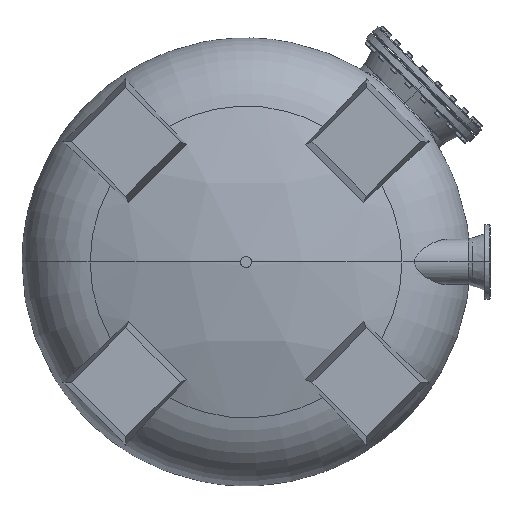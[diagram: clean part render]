
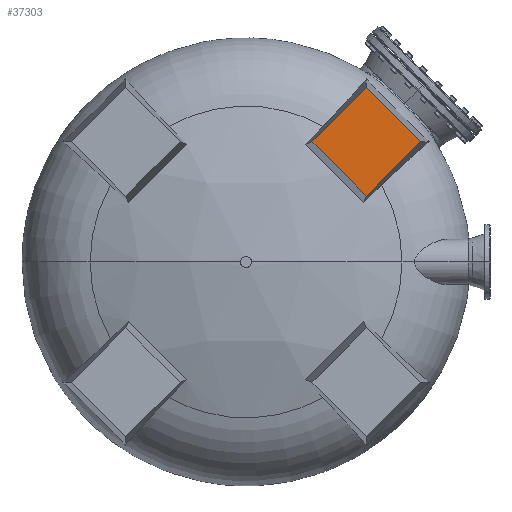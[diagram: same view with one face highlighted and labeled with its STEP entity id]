
A CAD part, front view. The second image highlights one B-rep face of the part: STEP entity #37303.
In plain terms, the highlighted planar face has unit normal (0, -1, 0).
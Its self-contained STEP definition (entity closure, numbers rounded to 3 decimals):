
#678 = B_SPLINE_CURVE_WITH_KNOTS ( 'NONE', 3,
 ( #58651, #26684, #36023, #18766 ),
 .UNSPECIFIED., .F., .F.,
 ( 4, 4 ),
 ( 0., 1. ),
 .UNSPECIFIED. ) ;
#2430 = CARTESIAN_POINT ( 'NONE',  ( 709.25, -1471.246, 489.365 ) ) ;
#4237 = ORIENTED_EDGE ( 'NONE', *, *, #55836, .F. ) ;
#7422 = B_SPLINE_CURVE_WITH_KNOTS ( 'NONE', 3,
 ( #37410, #56093, #27504, #50377 ),
 .UNSPECIFIED., .F., .F.,
 ( 4, 4 ),
 ( 0., 1. ),
 .UNSPECIFIED. ) ;
#11175 = EDGE_CURVE ( 'NONE', #58219, #57682, #39527, .T. ) ;
#15470 = EDGE_CURVE ( 'NONE', #57682, #27119, #7422, .T. ) ;
#16102 = CARTESIAN_POINT ( 'NONE',  ( -86.245, -1471.246, -58.643 ) ) ;
#16159 = EDGE_LOOP ( 'NONE', ( #49968, #44805, #4237, #41873 ) ) ;
#16392 = DIRECTION ( 'NONE',  ( 0., -1., 0. ) ) ;
#17002 = CARTESIAN_POINT ( 'NONE',  ( 461.763, -1471.246, 241.877 ) ) ;
#18766 = CARTESIAN_POINT ( 'NONE',  ( 461.763, -1471.246, 736.852 ) ) ;
#22976 = CARTESIAN_POINT ( 'NONE',  ( 214.275, -1471.246, 489.365 ) ) ;
#24789 = CARTESIAN_POINT ( 'NONE',  ( 626.754, -1471.246, 406.869 ) ) ;
#26684 = CARTESIAN_POINT ( 'NONE',  ( 296.771, -1471.246, 571.861 ) ) ;
#27119 = VERTEX_POINT ( 'NONE', #22976 ) ;
#27504 = CARTESIAN_POINT ( 'NONE',  ( 296.771, -1471.246, 406.869 ) ) ;
#30339 = B_SPLINE_CURVE_WITH_KNOTS ( 'NONE', 3,
 ( #36591, #50445, #54977, #37181 ),
 .UNSPECIFIED., .F., .F.,
 ( 4, 4 ),
 ( 0., 1. ),
 .UNSPECIFIED. ) ;
#35062 = PLANE ( 'NONE',  #47155 ) ;
#35216 = CARTESIAN_POINT ( 'NONE',  ( 709.25, -1471.246, 489.365 ) ) ;
#36023 = CARTESIAN_POINT ( 'NONE',  ( 379.267, -1471.246, 654.356 ) ) ;
#36591 = CARTESIAN_POINT ( 'NONE',  ( 461.763, -1471.246, 736.852 ) ) ;
#37181 = CARTESIAN_POINT ( 'NONE',  ( 709.25, -1471.246, 489.365 ) ) ;
#37303 = ADVANCED_FACE ( 'NONE', ( #57978 ), #35062, .T. ) ;
#37410 = CARTESIAN_POINT ( 'NONE',  ( 461.763, -1471.246, 241.877 ) ) ;
#37525 = VERTEX_POINT ( 'NONE', #38177 ) ;
#38177 = CARTESIAN_POINT ( 'NONE',  ( 461.763, -1471.246, 736.852 ) ) ;
#39527 = B_SPLINE_CURVE_WITH_KNOTS ( 'NONE', 3,
 ( #2430, #24789, #48273, #43142 ),
 .UNSPECIFIED., .F., .F.,
 ( 4, 4 ),
 ( 0., 1. ),
 .UNSPECIFIED. ) ;
#41873 = ORIENTED_EDGE ( 'NONE', *, *, #15470, .F. ) ;
#43142 = CARTESIAN_POINT ( 'NONE',  ( 461.763, -1471.246, 241.877 ) ) ;
#44805 = ORIENTED_EDGE ( 'NONE', *, *, #53435, .F. ) ;
#47155 = AXIS2_PLACEMENT_3D ( 'NONE', #16102, #16392, #57088 ) ;
#48273 = CARTESIAN_POINT ( 'NONE',  ( 544.259, -1471.246, 324.373 ) ) ;
#49968 = ORIENTED_EDGE ( 'NONE', *, *, #11175, .F. ) ;
#50377 = CARTESIAN_POINT ( 'NONE',  ( 214.275, -1471.246, 489.365 ) ) ;
#50445 = CARTESIAN_POINT ( 'NONE',  ( 544.259, -1471.246, 654.356 ) ) ;
#53435 = EDGE_CURVE ( 'NONE', #37525, #58219, #30339, .T. ) ;
#54977 = CARTESIAN_POINT ( 'NONE',  ( 626.754, -1471.246, 571.861 ) ) ;
#55836 = EDGE_CURVE ( 'NONE', #27119, #37525, #678, .T. ) ;
#56093 = CARTESIAN_POINT ( 'NONE',  ( 379.267, -1471.246, 324.373 ) ) ;
#57088 = DIRECTION ( 'NONE',  ( -1., 0., 0. ) ) ;
#57682 = VERTEX_POINT ( 'NONE', #17002 ) ;
#57978 = FACE_OUTER_BOUND ( 'NONE', #16159, .T. ) ;
#58219 = VERTEX_POINT ( 'NONE', #35216 ) ;
#58651 = CARTESIAN_POINT ( 'NONE',  ( 214.275, -1471.246, 489.365 ) ) ;
